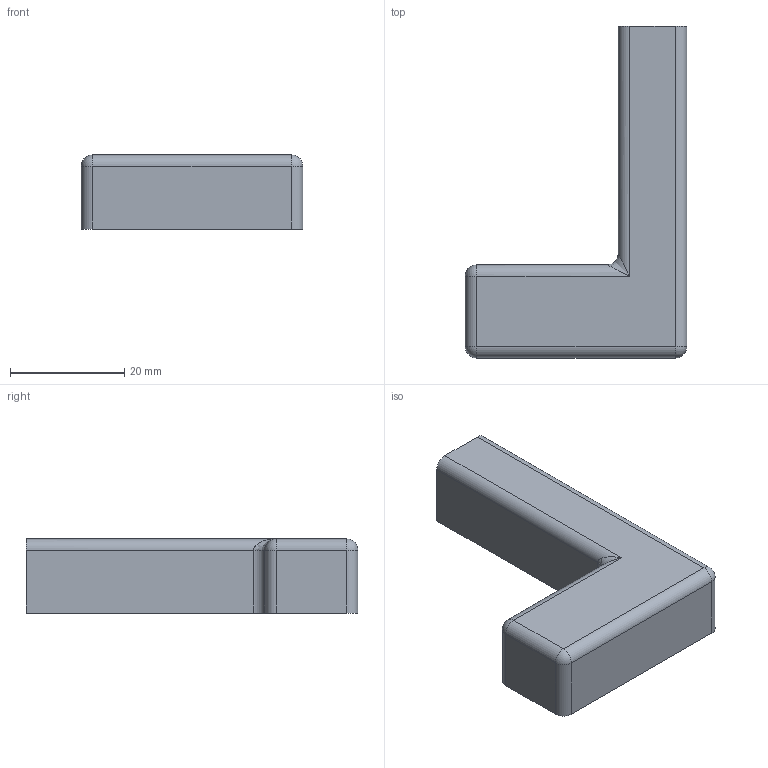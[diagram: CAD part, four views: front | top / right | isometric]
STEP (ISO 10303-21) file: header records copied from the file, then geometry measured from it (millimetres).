
FILE_DESCRIPTION (( 'STEP AP214' ), '1' );
FILE_NAME ('Conduit 200 Bottom.STEP', '2023-06-09T20:58:27', ( '' ), ( '' ), 'SwSTEP 2.0', 'SolidWorks 2022', '' );
FILE_SCHEMA (( 'AUTOMOTIVE_DESIGN' ));
Length unit declared in the file: millimetre
Products named in the file (1): Conduit 200 Bottom
Bounding box: 38.8 x 58.15 x 13 mm (x, y, z)
Volume: 6284.4 mm3; surface area: 6549.4 mm2
Topology: 1 solids, 1 shells, 33 faces, 85 edges, 50 vertices
Faces by surface type: plane 20, cylinder 9, sphere 3, bspline 1
Entity records: 1032 total; most frequent: CARTESIAN_POINT 218, ORIENTED_EDGE 162, DIRECTION 161, EDGE_CURVE 81, VECTOR 63, LINE 63, VERTEX_POINT 50, AXIS2_PLACEMENT_3D 49
